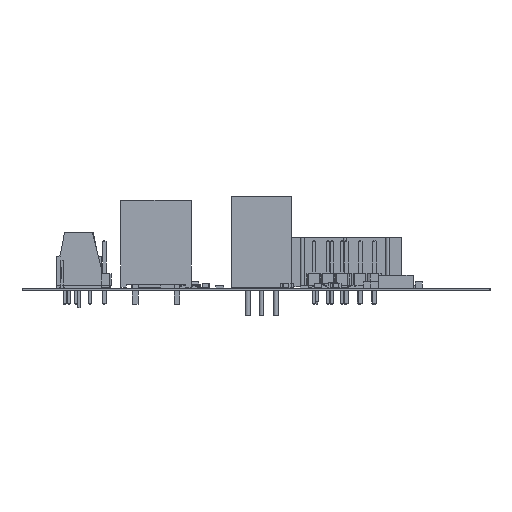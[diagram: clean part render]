
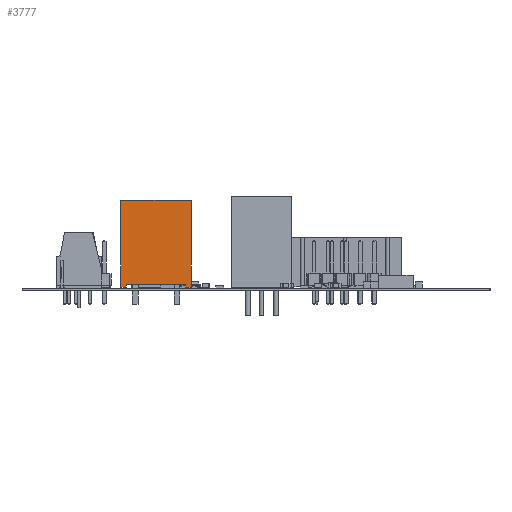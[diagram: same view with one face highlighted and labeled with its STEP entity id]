
A CAD part, left-side view. The second image highlights one B-rep face of the part: STEP entity #3777.
In plain terms, the highlighted face is planar.
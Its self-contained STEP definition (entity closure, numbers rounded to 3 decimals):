
#3261 = VERTEX_POINT('',#3262);
#3262 = CARTESIAN_POINT('',(14.5,0.5,-5.35));
#3268 = EDGE_CURVE('',#3261,#3269,#3271,.T.);
#3269 = VERTEX_POINT('',#3270);
#3270 = CARTESIAN_POINT('',(14.5,0.5,5.35));
#3271 = LINE('',#3272,#3273);
#3272 = CARTESIAN_POINT('',(14.5,0.5,-5.35));
#3273 = VECTOR('',#3274,1.);
#3274 = DIRECTION('',(0.,0.,1.));
#3565 = VERTEX_POINT('',#3566);
#3566 = CARTESIAN_POINT('',(14.5,0.,6.35));
#3581 = VERTEX_POINT('',#3582);
#3582 = CARTESIAN_POINT('',(14.5,0.,5.35));
#3588 = EDGE_CURVE('',#3565,#3581,#3589,.T.);
#3589 = LINE('',#3590,#3591);
#3590 = CARTESIAN_POINT('',(14.5,0.,6.35));
#3591 = VECTOR('',#3592,1.);
#3592 = DIRECTION('',(0.,0.,-1.));
#3602 = EDGE_CURVE('',#3603,#3605,#3607,.T.);
#3603 = VERTEX_POINT('',#3604);
#3604 = CARTESIAN_POINT('',(14.5,0.,-5.35));
#3605 = VERTEX_POINT('',#3606);
#3606 = CARTESIAN_POINT('',(14.5,0.,-6.35));
#3607 = LINE('',#3608,#3609);
#3608 = CARTESIAN_POINT('',(14.5,0.,6.35));
#3609 = VECTOR('',#3610,1.);
#3610 = DIRECTION('',(0.,0.,-1.));
#3744 = EDGE_CURVE('',#3745,#3565,#3747,.T.);
#3745 = VERTEX_POINT('',#3746);
#3746 = CARTESIAN_POINT('',(14.5,15.7,6.35));
#3747 = LINE('',#3748,#3749);
#3748 = CARTESIAN_POINT('',(14.5,15.7,6.35));
#3749 = VECTOR('',#3750,1.);
#3750 = DIRECTION('',(-0.,-1.,-0.));
#3777 = ADVANCED_FACE('',(#3778),#3810,.F.);
#3778 = FACE_BOUND('',#3779,.T.);
#3779 = EDGE_LOOP('',(#3780,#3781,#3787,#3788,#3794,#3795,#3803,#3809));
#3780 = ORIENTED_EDGE('',*,*,#3588,.T.);
#3781 = ORIENTED_EDGE('',*,*,#3782,.F.);
#3782 = EDGE_CURVE('',#3269,#3581,#3783,.T.);
#3783 = LINE('',#3784,#3785);
#3784 = CARTESIAN_POINT('',(14.5,0.5,5.35));
#3785 = VECTOR('',#3786,1.);
#3786 = DIRECTION('',(-0.,-1.,-0.));
#3787 = ORIENTED_EDGE('',*,*,#3268,.F.);
#3788 = ORIENTED_EDGE('',*,*,#3789,.T.);
#3789 = EDGE_CURVE('',#3261,#3603,#3790,.T.);
#3790 = LINE('',#3791,#3792);
#3791 = CARTESIAN_POINT('',(14.5,0.5,-5.35));
#3792 = VECTOR('',#3793,1.);
#3793 = DIRECTION('',(-0.,-1.,-0.));
#3794 = ORIENTED_EDGE('',*,*,#3602,.T.);
#3795 = ORIENTED_EDGE('',*,*,#3796,.F.);
#3796 = EDGE_CURVE('',#3797,#3605,#3799,.T.);
#3797 = VERTEX_POINT('',#3798);
#3798 = CARTESIAN_POINT('',(14.5,15.7,-6.35));
#3799 = LINE('',#3800,#3801);
#3800 = CARTESIAN_POINT('',(14.5,15.7,-6.35));
#3801 = VECTOR('',#3802,1.);
#3802 = DIRECTION('',(-0.,-1.,-0.));
#3803 = ORIENTED_EDGE('',*,*,#3804,.F.);
#3804 = EDGE_CURVE('',#3745,#3797,#3805,.T.);
#3805 = LINE('',#3806,#3807);
#3806 = CARTESIAN_POINT('',(14.5,15.7,6.35));
#3807 = VECTOR('',#3808,1.);
#3808 = DIRECTION('',(0.,0.,-1.));
#3809 = ORIENTED_EDGE('',*,*,#3744,.T.);
#3810 = PLANE('',#3811);
#3811 = AXIS2_PLACEMENT_3D('',#3812,#3813,#3814);
#3812 = CARTESIAN_POINT('',(14.5,15.7,6.35));
#3813 = DIRECTION('',(-1.,0.,0.));
#3814 = DIRECTION('',(0.,0.,1.));
